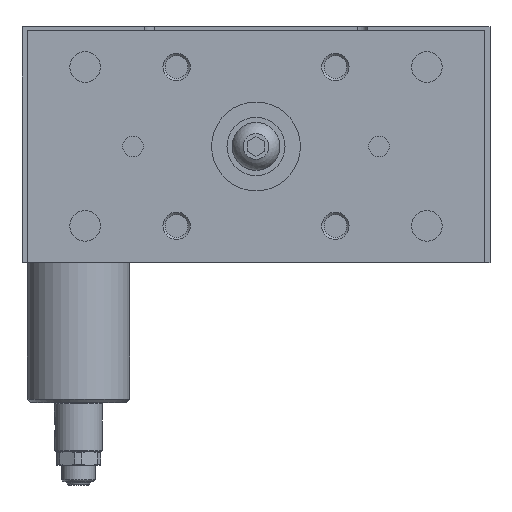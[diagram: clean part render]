
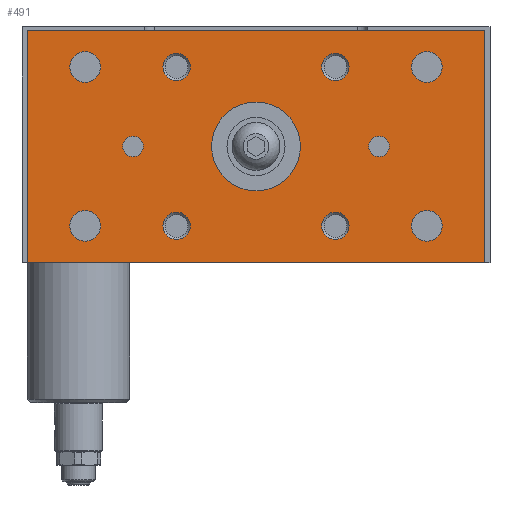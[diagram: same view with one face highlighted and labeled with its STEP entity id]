
A CAD part, left-side view. The second image highlights one B-rep face of the part: STEP entity #491.
In plain terms, the highlighted planar face has unit normal (-1, 0, 0).
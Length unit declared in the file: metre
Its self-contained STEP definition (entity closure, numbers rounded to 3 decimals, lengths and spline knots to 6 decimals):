
#491 = ADVANCED_FACE( '', ( #1416, #1417, #1418, #1419, #1420, #1421, #1422, #1423, #1424, #1425, #1426, #1427 ), #1428, .F. );
#1416 = FACE_BOUND( '', #3091, .T. );
#1417 = FACE_BOUND( '', #3092, .T. );
#1418 = FACE_BOUND( '', #3093, .T. );
#1419 = FACE_BOUND( '', #3094, .T. );
#1420 = FACE_BOUND( '', #3095, .T. );
#1421 = FACE_BOUND( '', #3096, .T. );
#1422 = FACE_BOUND( '', #3097, .T. );
#1423 = FACE_BOUND( '', #3098, .T. );
#1424 = FACE_BOUND( '', #3099, .T. );
#1425 = FACE_BOUND( '', #3100, .T. );
#1426 = FACE_BOUND( '', #3101, .T. );
#1427 = FACE_OUTER_BOUND( '', #3102, .T. );
#1428 = PLANE( '', #3103 );
#3091 = EDGE_LOOP( '', ( #4773 ) );
#3092 = EDGE_LOOP( '', ( #4774 ) );
#3093 = EDGE_LOOP( '', ( #4775 ) );
#3094 = EDGE_LOOP( '', ( #4776 ) );
#3095 = EDGE_LOOP( '', ( #4777 ) );
#3096 = EDGE_LOOP( '', ( #4778 ) );
#3097 = EDGE_LOOP( '', ( #4779 ) );
#3098 = EDGE_LOOP( '', ( #4780 ) );
#3099 = EDGE_LOOP( '', ( #4781 ) );
#3100 = EDGE_LOOP( '', ( #4782 ) );
#3101 = EDGE_LOOP( '', ( #4783 ) );
#3102 = EDGE_LOOP( '', ( #4784, #4785, #4786, #4787 ) );
#3103 = AXIS2_PLACEMENT_3D( '', #4788, #4789, #4790 );
#4773 = ORIENTED_EDGE( '', *, *, #8090, .T. );
#4774 = ORIENTED_EDGE( '', *, *, #8091, .T. );
#4775 = ORIENTED_EDGE( '', *, *, #8092, .F. );
#4776 = ORIENTED_EDGE( '', *, *, #8093, .F. );
#4777 = ORIENTED_EDGE( '', *, *, #8094, .T. );
#4778 = ORIENTED_EDGE( '', *, *, #8095, .F. );
#4779 = ORIENTED_EDGE( '', *, *, #8096, .T. );
#4780 = ORIENTED_EDGE( '', *, *, #8097, .T. );
#4781 = ORIENTED_EDGE( '', *, *, #8098, .F. );
#4782 = ORIENTED_EDGE( '', *, *, #8099, .F. );
#4783 = ORIENTED_EDGE( '', *, *, #8100, .T. );
#4784 = ORIENTED_EDGE( '', *, *, #8101, .T. );
#4785 = ORIENTED_EDGE( '', *, *, #8102, .T. );
#4786 = ORIENTED_EDGE( '', *, *, #8103, .T. );
#4787 = ORIENTED_EDGE( '', *, *, #8104, .T. );
#4788 = CARTESIAN_POINT( '', ( -0.027, -0.067, -0.069 ) );
#4789 = DIRECTION( '', ( 1., 0., 0. ) );
#4790 = DIRECTION( '', ( 0., 0., -1. ) );
#8090 = EDGE_CURVE( '', #9335, #9335, #9336, .T. );
#8091 = EDGE_CURVE( '', #9337, #9337, #9338, .T. );
#8092 = EDGE_CURVE( '', #9339, #9339, #9340, .T. );
#8093 = EDGE_CURVE( '', #9341, #9341, #9342, .T. );
#8094 = EDGE_CURVE( '', #9343, #9343, #9344, .T. );
#8095 = EDGE_CURVE( '', #9345, #9345, #9346, .T. );
#8096 = EDGE_CURVE( '', #9347, #9347, #9348, .T. );
#8097 = EDGE_CURVE( '', #9349, #9349, #9350, .T. );
#8098 = EDGE_CURVE( '', #9351, #9351, #9352, .T. );
#8099 = EDGE_CURVE( '', #9353, #9353, #9354, .T. );
#8100 = EDGE_CURVE( '', #9355, #9355, #9356, .T. );
#8101 = EDGE_CURVE( '', #9357, #9358, #9359, .T. );
#8102 = EDGE_CURVE( '', #9358, #9360, #9361, .T. );
#8103 = EDGE_CURVE( '', #9360, #9362, #9363, .T. );
#8104 = EDGE_CURVE( '', #9362, #9357, #9364, .T. );
#9335 = VERTEX_POINT( '', #11138 );
#9336 = CIRCLE( '', #11139, 0.013 );
#9337 = VERTEX_POINT( '', #11140 );
#9338 = CIRCLE( '', #11141, 0.004 );
#9339 = VERTEX_POINT( '', #11142 );
#9340 = CIRCLE( '', #11143, 0.004 );
#9341 = VERTEX_POINT( '', #11144 );
#9342 = CIRCLE( '', #11145, 0.004 );
#9343 = VERTEX_POINT( '', #11146 );
#9344 = CIRCLE( '', #11147, 0.004 );
#9345 = VERTEX_POINT( '', #11148 );
#9346 = CIRCLE( '', #11149, 0.003 );
#9347 = VERTEX_POINT( '', #11150 );
#9348 = CIRCLE( '', #11151, 0.003 );
#9349 = VERTEX_POINT( '', #11152 );
#9350 = CIRCLE( '', #11153, 0.0045 );
#9351 = VERTEX_POINT( '', #11154 );
#9352 = CIRCLE( '', #11155, 0.0045 );
#9353 = VERTEX_POINT( '', #11156 );
#9354 = CIRCLE( '', #11157, 0.0045 );
#9355 = VERTEX_POINT( '', #11158 );
#9356 = CIRCLE( '', #11159, 0.0045 );
#9357 = VERTEX_POINT( '', #11160 );
#9358 = VERTEX_POINT( '', #11161 );
#9359 = LINE( '', #11162, #11163 );
#9360 = VERTEX_POINT( '', #11164 );
#9361 = LINE( '', #11165, #11166 );
#9362 = VERTEX_POINT( '', #11167 );
#9363 = LINE( '', #11168, #11169 );
#9364 = LINE( '', #11170, #11171 );
#11138 = CARTESIAN_POINT( '', ( -0.027, -0.013, -0.035 ) );
#11139 = AXIS2_PLACEMENT_3D( '', #14107, #14108, #14109 );
#11140 = CARTESIAN_POINT( '', ( -0.027, -0.01925, -0.05825 ) );
#11141 = AXIS2_PLACEMENT_3D( '', #14110, #14111, #14112 );
#11142 = CARTESIAN_POINT( '', ( -0.027, 0.01925, -0.05825 ) );
#11143 = AXIS2_PLACEMENT_3D( '', #14113, #14114, #14115 );
#11144 = CARTESIAN_POINT( '', ( -0.027, -0.01925, -0.01175 ) );
#11145 = AXIS2_PLACEMENT_3D( '', #14116, #14117, #14118 );
#11146 = CARTESIAN_POINT( '', ( -0.027, 0.01925, -0.01175 ) );
#11147 = AXIS2_PLACEMENT_3D( '', #14119, #14120, #14121 );
#11148 = CARTESIAN_POINT( '', ( -0.027, -0.033, -0.035 ) );
#11149 = AXIS2_PLACEMENT_3D( '', #14122, #14123, #14124 );
#11150 = CARTESIAN_POINT( '', ( -0.027, 0.033, -0.035 ) );
#11151 = AXIS2_PLACEMENT_3D( '', #14125, #14126, #14127 );
#11152 = CARTESIAN_POINT( '', ( -0.027, -0.0545, -0.05825 ) );
#11153 = AXIS2_PLACEMENT_3D( '', #14128, #14129, #14130 );
#11154 = CARTESIAN_POINT( '', ( -0.027, 0.0545, -0.05825 ) );
#11155 = AXIS2_PLACEMENT_3D( '', #14131, #14132, #14133 );
#11156 = CARTESIAN_POINT( '', ( -0.027, -0.0545, -0.01175 ) );
#11157 = AXIS2_PLACEMENT_3D( '', #14134, #14135, #14136 );
#11158 = CARTESIAN_POINT( '', ( -0.027, 0.0545, -0.01175 ) );
#11159 = AXIS2_PLACEMENT_3D( '', #14137, #14138, #14139 );
#11160 = CARTESIAN_POINT( '', ( -0.027, -0.067, -0.069 ) );
#11161 = CARTESIAN_POINT( '', ( -0.027, -0.067, -0.001 ) );
#11162 = CARTESIAN_POINT( '', ( -0.027, -0.067, -0.069 ) );
#11163 = VECTOR( '', #14140, 1. );
#11164 = CARTESIAN_POINT( '', ( -0.027, 0.067, -0.001 ) );
#11165 = CARTESIAN_POINT( '', ( -0.027, -0.067, -0.001 ) );
#11166 = VECTOR( '', #14141, 1. );
#11167 = CARTESIAN_POINT( '', ( -0.027, 0.067, -0.069 ) );
#11168 = CARTESIAN_POINT( '', ( -0.027, 0.067, -0.001 ) );
#11169 = VECTOR( '', #14142, 1. );
#11170 = CARTESIAN_POINT( '', ( -0.027, 0.067, -0.069 ) );
#11171 = VECTOR( '', #14143, 1. );
#14107 = CARTESIAN_POINT( '', ( -0.027, 0., -0.035 ) );
#14108 = DIRECTION( '', ( 1., 0., 0. ) );
#14109 = DIRECTION( '', ( 0., -1., 0. ) );
#14110 = CARTESIAN_POINT( '', ( -0.027, -0.02325, -0.05825 ) );
#14111 = DIRECTION( '', ( 1., 0., 0. ) );
#14112 = DIRECTION( '', ( 0., 1., 0. ) );
#14113 = CARTESIAN_POINT( '', ( -0.027, 0.02325, -0.05825 ) );
#14114 = DIRECTION( '', ( -1., 0., 0. ) );
#14115 = DIRECTION( '', ( 0., -1., 0. ) );
#14116 = CARTESIAN_POINT( '', ( -0.027, -0.02325, -0.01175 ) );
#14117 = DIRECTION( '', ( -1., 0., 0. ) );
#14118 = DIRECTION( '', ( 0., 1., 0. ) );
#14119 = CARTESIAN_POINT( '', ( -0.027, 0.02325, -0.01175 ) );
#14120 = DIRECTION( '', ( 1., 0., 0. ) );
#14121 = DIRECTION( '', ( 0., -1., 0. ) );
#14122 = CARTESIAN_POINT( '', ( -0.027, -0.036, -0.035 ) );
#14123 = DIRECTION( '', ( -1., 0., 0. ) );
#14124 = DIRECTION( '', ( 0., 1., 0. ) );
#14125 = CARTESIAN_POINT( '', ( -0.027, 0.036, -0.035 ) );
#14126 = DIRECTION( '', ( 1., 0., 0. ) );
#14127 = DIRECTION( '', ( 0., -1., 0. ) );
#14128 = CARTESIAN_POINT( '', ( -0.027, -0.05, -0.05825 ) );
#14129 = DIRECTION( '', ( 1., 0., 0. ) );
#14130 = DIRECTION( '', ( 0., -1., 0. ) );
#14131 = CARTESIAN_POINT( '', ( -0.027, 0.05, -0.05825 ) );
#14132 = DIRECTION( '', ( -1., 0., 0. ) );
#14133 = DIRECTION( '', ( 0., 1., 0. ) );
#14134 = CARTESIAN_POINT( '', ( -0.027, -0.05, -0.01175 ) );
#14135 = DIRECTION( '', ( -1., 0., 0. ) );
#14136 = DIRECTION( '', ( 0., -1., 0. ) );
#14137 = CARTESIAN_POINT( '', ( -0.027, 0.05, -0.01175 ) );
#14138 = DIRECTION( '', ( 1., 0., 0. ) );
#14139 = DIRECTION( '', ( 0., 1., 0. ) );
#14140 = DIRECTION( '', ( 0., 0., 1. ) );
#14141 = DIRECTION( '', ( 0., 1., 0. ) );
#14142 = DIRECTION( '', ( 0., 0., -1. ) );
#14143 = DIRECTION( '', ( 0., -1., 0. ) );
